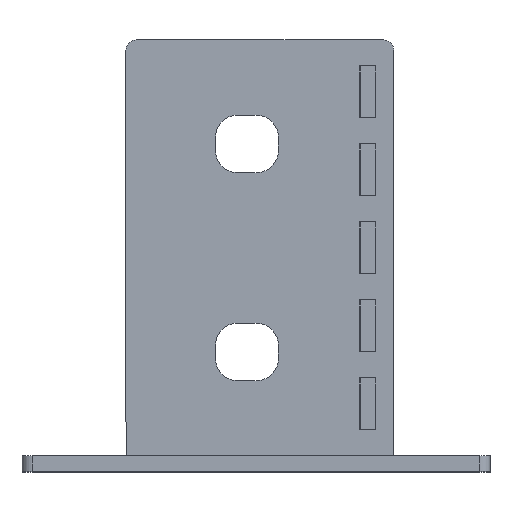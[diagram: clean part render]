
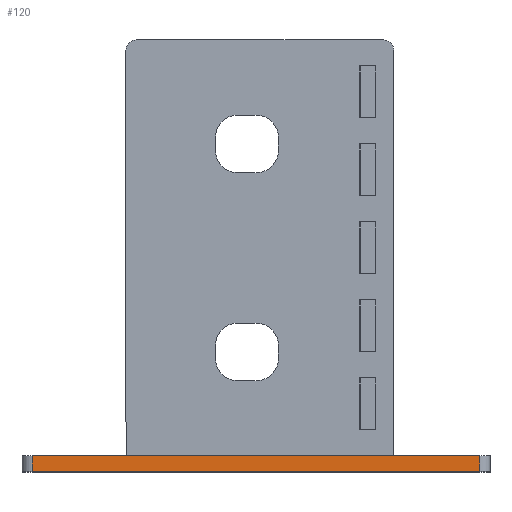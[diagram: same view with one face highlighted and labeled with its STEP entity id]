
A CAD part, top view. The second image highlights one B-rep face of the part: STEP entity #120.
In plain terms, the highlighted planar face has unit normal (0, 0, 1).
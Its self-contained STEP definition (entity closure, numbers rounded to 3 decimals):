
#77 = VECTOR ( 'NONE', #4576, 1000. ) ;
#106 = DIRECTION ( 'NONE',  ( 1., 0., 0. ) ) ;
#120 = ADVANCED_FACE ( 'NONE', ( #2773 ), #1187, .F. ) ;
#129 = DIRECTION ( 'NONE',  ( -1., 0., 0. ) ) ;
#204 = EDGE_LOOP ( 'NONE', ( #771, #228, #4199, #2812 ) ) ;
#228 = ORIENTED_EDGE ( 'NONE', *, *, #2037, .T. ) ;
#427 = AXIS2_PLACEMENT_3D ( 'NONE', #3662, #1557, #129 ) ;
#582 = LINE ( 'NONE', #3443, #2084 ) ;
#610 = EDGE_CURVE ( 'NONE', #3731, #1832, #4260, .T. ) ;
#771 = ORIENTED_EDGE ( 'NONE', *, *, #610, .T. ) ;
#973 = VECTOR ( 'NONE', #4247, 1000. ) ;
#978 = DIRECTION ( 'NONE',  ( 0., -1., 0. ) ) ;
#1029 = LINE ( 'NONE', #1086, #973 ) ;
#1086 = CARTESIAN_POINT ( 'NONE',  ( -45., 3., 45. ) ) ;
#1187 = PLANE ( 'NONE',  #427 ) ;
#1500 = EDGE_CURVE ( 'NONE', #3239, #1517, #1029, .T. ) ;
#1517 = VERTEX_POINT ( 'NONE', #2826 ) ;
#1557 = DIRECTION ( 'NONE',  ( 0., 0., -1. ) ) ;
#1832 = VERTEX_POINT ( 'NONE', #2078 ) ;
#2037 = EDGE_CURVE ( 'NONE', #1832, #1517, #2099, .T. ) ;
#2078 = CARTESIAN_POINT ( 'NONE',  ( 43., 0., 45. ) ) ;
#2084 = VECTOR ( 'NONE', #978, 1000. ) ;
#2099 = LINE ( 'NONE', #3573, #77 ) ;
#2724 = CARTESIAN_POINT ( 'NONE',  ( -43., 0., 45. ) ) ;
#2773 = FACE_OUTER_BOUND ( 'NONE', #204, .T. ) ;
#2812 = ORIENTED_EDGE ( 'NONE', *, *, #3107, .T. ) ;
#2826 = CARTESIAN_POINT ( 'NONE',  ( 43., 3., 45. ) ) ;
#2947 = CARTESIAN_POINT ( 'NONE',  ( -45., 0., 45. ) ) ;
#3107 = EDGE_CURVE ( 'NONE', #3239, #3731, #582, .T. ) ;
#3109 = CARTESIAN_POINT ( 'NONE',  ( -43., 3., 45. ) ) ;
#3217 = VECTOR ( 'NONE', #106, 1000. ) ;
#3239 = VERTEX_POINT ( 'NONE', #3109 ) ;
#3443 = CARTESIAN_POINT ( 'NONE',  ( -43., 3., 45. ) ) ;
#3573 = CARTESIAN_POINT ( 'NONE',  ( 43., 3., 45. ) ) ;
#3662 = CARTESIAN_POINT ( 'NONE',  ( -45., 3., 45. ) ) ;
#3731 = VERTEX_POINT ( 'NONE', #2724 ) ;
#4199 = ORIENTED_EDGE ( 'NONE', *, *, #1500, .F. ) ;
#4247 = DIRECTION ( 'NONE',  ( 1., 0., 0. ) ) ;
#4260 = LINE ( 'NONE', #2947, #3217 ) ;
#4576 = DIRECTION ( 'NONE',  ( 0., 1., 0. ) ) ;
